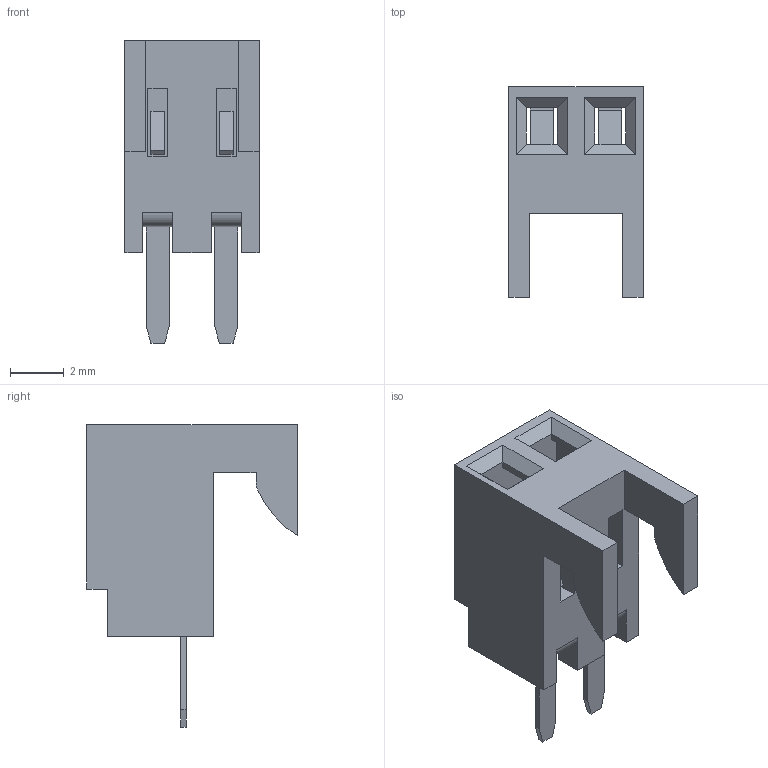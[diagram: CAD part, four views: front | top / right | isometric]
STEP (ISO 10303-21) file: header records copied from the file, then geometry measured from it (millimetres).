
FILE_DESCRIPTION((''),'2;1');
FILE_NAME('022182021','2014-10-13T',('me'),(''),'PRO/ENGINEER BY PARAMETRIC TECHNOLOGY CORPORATION, 2011490','PRO/ENGINEER BY PARAMETRIC TECHNOLOGY CORPORATION, 2011490','');
FILE_SCHEMA(('CONFIG_CONTROL_DESIGN'));
Length unit declared in the file: inch
Products named in the file (1): 022182021
Bounding box: 4.98 x 7.8 x 11.23 mm (x, y, z)
Volume: 98.2 mm3; surface area: 407.3 mm2
Topology: 1 solids, 1 shells, 108 faces, 302 edges, 198 vertices
Faces by surface type: plane 90, cylinder 18
Entity records: 3473 total; most frequent: CARTESIAN_POINT 605, ORIENTED_EDGE 596, DIRECTION 560, EDGE_CURVE 298, VECTOR 262, LINE 262, VERTEX_POINT 194, AXIS2_PLACEMENT_3D 149
